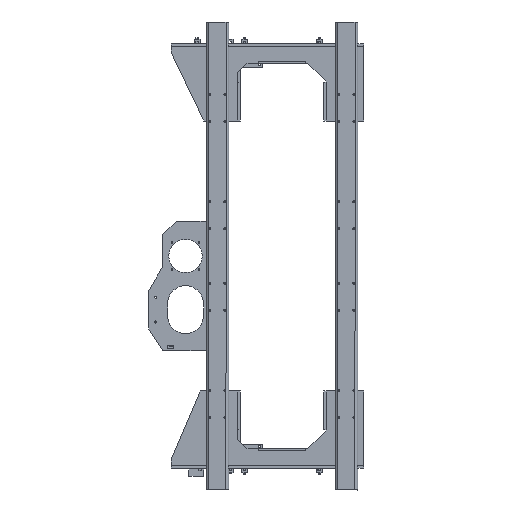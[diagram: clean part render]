
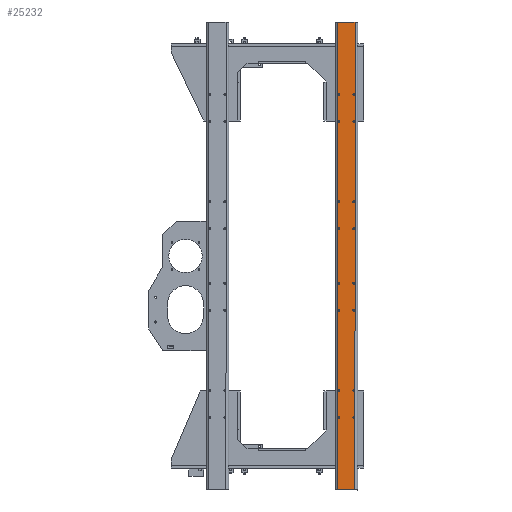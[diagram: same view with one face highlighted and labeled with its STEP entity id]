
A CAD part, left-side view. The second image highlights one B-rep face of the part: STEP entity #25232.
In plain terms, the highlighted face is planar.
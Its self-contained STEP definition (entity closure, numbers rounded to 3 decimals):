
#599=LINE('',#35641,#3726);
#612=LINE('',#35680,#3739);
#613=LINE('',#35682,#3740);
#614=LINE('',#35683,#3741);
#3726=VECTOR('',#29059,10.);
#3739=VECTOR('',#29098,10.);
#3740=VECTOR('',#29101,10.);
#3741=VECTOR('',#29102,10.);
#6668=PLANE('',#26846);
#7838=FACE_BOUND('',#10005,.T.);
#7839=FACE_BOUND('',#10006,.T.);
#7840=FACE_BOUND('',#10007,.T.);
#7841=FACE_BOUND('',#10008,.T.);
#7842=FACE_BOUND('',#10009,.T.);
#7843=FACE_BOUND('',#10010,.T.);
#7844=FACE_BOUND('',#10011,.T.);
#7845=FACE_BOUND('',#10012,.T.);
#7846=FACE_BOUND('',#10013,.T.);
#7847=FACE_BOUND('',#10014,.T.);
#7848=FACE_BOUND('',#10015,.T.);
#7849=FACE_BOUND('',#10016,.T.);
#7850=FACE_BOUND('',#10017,.T.);
#7851=FACE_BOUND('',#10018,.T.);
#7852=FACE_BOUND('',#10019,.T.);
#7853=FACE_BOUND('',#10020,.T.);
#8565=FACE_OUTER_BOUND('',#10004,.T.);
#10004=EDGE_LOOP('',(#18709,#18710,#18711,#18712));
#10005=EDGE_LOOP('',(#18713));
#10006=EDGE_LOOP('',(#18714));
#10007=EDGE_LOOP('',(#18715));
#10008=EDGE_LOOP('',(#18716));
#10009=EDGE_LOOP('',(#18717));
#10010=EDGE_LOOP('',(#18718));
#10011=EDGE_LOOP('',(#18719));
#10012=EDGE_LOOP('',(#18720));
#10013=EDGE_LOOP('',(#18721));
#10014=EDGE_LOOP('',(#18722));
#10015=EDGE_LOOP('',(#18723));
#10016=EDGE_LOOP('',(#18724));
#10017=EDGE_LOOP('',(#18725));
#10018=EDGE_LOOP('',(#18726));
#10019=EDGE_LOOP('',(#18727));
#10020=EDGE_LOOP('',(#18728));
#11773=CIRCLE('',#26769,3.35);
#11775=CIRCLE('',#26772,3.35);
#11777=CIRCLE('',#26775,3.35);
#11779=CIRCLE('',#26778,3.35);
#11781=CIRCLE('',#26781,3.35);
#11783=CIRCLE('',#26784,3.35);
#11785=CIRCLE('',#26787,3.35);
#11787=CIRCLE('',#26790,3.35);
#11789=CIRCLE('',#26793,3.35);
#11791=CIRCLE('',#26796,3.35);
#11793=CIRCLE('',#26799,3.35);
#11795=CIRCLE('',#26802,3.35);
#11797=CIRCLE('',#26805,3.35);
#11799=CIRCLE('',#26808,3.35);
#11801=CIRCLE('',#26811,3.35);
#11803=CIRCLE('',#26814,3.35);
#12297=VERTEX_POINT('',#35511);
#12299=VERTEX_POINT('',#35516);
#12301=VERTEX_POINT('',#35521);
#12303=VERTEX_POINT('',#35526);
#12305=VERTEX_POINT('',#35531);
#12307=VERTEX_POINT('',#35536);
#12309=VERTEX_POINT('',#35541);
#12311=VERTEX_POINT('',#35546);
#12313=VERTEX_POINT('',#35551);
#12315=VERTEX_POINT('',#35556);
#12317=VERTEX_POINT('',#35561);
#12319=VERTEX_POINT('',#35566);
#12321=VERTEX_POINT('',#35571);
#12323=VERTEX_POINT('',#35576);
#12325=VERTEX_POINT('',#35581);
#12327=VERTEX_POINT('',#35586);
#12344=VERTEX_POINT('',#35637);
#12346=VERTEX_POINT('',#35640);
#12358=VERTEX_POINT('',#35676);
#12359=VERTEX_POINT('',#35678);
#14807=EDGE_CURVE('',#12297,#12297,#11773,.T.);
#14809=EDGE_CURVE('',#12299,#12299,#11775,.T.);
#14811=EDGE_CURVE('',#12301,#12301,#11777,.T.);
#14813=EDGE_CURVE('',#12303,#12303,#11779,.T.);
#14815=EDGE_CURVE('',#12305,#12305,#11781,.T.);
#14817=EDGE_CURVE('',#12307,#12307,#11783,.T.);
#14819=EDGE_CURVE('',#12309,#12309,#11785,.T.);
#14821=EDGE_CURVE('',#12311,#12311,#11787,.T.);
#14823=EDGE_CURVE('',#12313,#12313,#11789,.T.);
#14825=EDGE_CURVE('',#12315,#12315,#11791,.T.);
#14827=EDGE_CURVE('',#12317,#12317,#11793,.T.);
#14829=EDGE_CURVE('',#12319,#12319,#11795,.T.);
#14831=EDGE_CURVE('',#12321,#12321,#11797,.T.);
#14833=EDGE_CURVE('',#12323,#12323,#11799,.T.);
#14835=EDGE_CURVE('',#12325,#12325,#11801,.T.);
#14837=EDGE_CURVE('',#12327,#12327,#11803,.T.);
#14863=EDGE_CURVE('',#12344,#12346,#599,.T.);
#14883=EDGE_CURVE('',#12358,#12359,#612,.T.);
#14884=EDGE_CURVE('',#12358,#12344,#613,.T.);
#14885=EDGE_CURVE('',#12346,#12359,#614,.T.);
#18709=ORIENTED_EDGE('',*,*,#14884,.F.);
#18710=ORIENTED_EDGE('',*,*,#14883,.T.);
#18711=ORIENTED_EDGE('',*,*,#14885,.F.);
#18712=ORIENTED_EDGE('',*,*,#14863,.F.);
#18713=ORIENTED_EDGE('',*,*,#14807,.T.);
#18714=ORIENTED_EDGE('',*,*,#14809,.T.);
#18715=ORIENTED_EDGE('',*,*,#14811,.T.);
#18716=ORIENTED_EDGE('',*,*,#14813,.T.);
#18717=ORIENTED_EDGE('',*,*,#14815,.T.);
#18718=ORIENTED_EDGE('',*,*,#14817,.T.);
#18719=ORIENTED_EDGE('',*,*,#14819,.T.);
#18720=ORIENTED_EDGE('',*,*,#14821,.T.);
#18721=ORIENTED_EDGE('',*,*,#14823,.T.);
#18722=ORIENTED_EDGE('',*,*,#14825,.T.);
#18723=ORIENTED_EDGE('',*,*,#14827,.T.);
#18724=ORIENTED_EDGE('',*,*,#14829,.T.);
#18725=ORIENTED_EDGE('',*,*,#14831,.T.);
#18726=ORIENTED_EDGE('',*,*,#14833,.T.);
#18727=ORIENTED_EDGE('',*,*,#14835,.T.);
#18728=ORIENTED_EDGE('',*,*,#14837,.T.);
#25232=ADVANCED_FACE('',(#8565,#7838,#7839,#7840,#7841,#7842,#7843,#7844,
#7845,#7846,#7847,#7848,#7849,#7850,#7851,#7852,#7853),#6668,.T.);
#26769=AXIS2_PLACEMENT_3D('',#35512,#28915,#28916);
#26772=AXIS2_PLACEMENT_3D('',#35517,#28921,#28922);
#26775=AXIS2_PLACEMENT_3D('',#35522,#28927,#28928);
#26778=AXIS2_PLACEMENT_3D('',#35527,#28933,#28934);
#26781=AXIS2_PLACEMENT_3D('',#35532,#28939,#28940);
#26784=AXIS2_PLACEMENT_3D('',#35537,#28945,#28946);
#26787=AXIS2_PLACEMENT_3D('',#35542,#28951,#28952);
#26790=AXIS2_PLACEMENT_3D('',#35547,#28957,#28958);
#26793=AXIS2_PLACEMENT_3D('',#35552,#28963,#28964);
#26796=AXIS2_PLACEMENT_3D('',#35557,#28969,#28970);
#26799=AXIS2_PLACEMENT_3D('',#35562,#28975,#28976);
#26802=AXIS2_PLACEMENT_3D('',#35567,#28981,#28982);
#26805=AXIS2_PLACEMENT_3D('',#35572,#28987,#28988);
#26808=AXIS2_PLACEMENT_3D('',#35577,#28993,#28994);
#26811=AXIS2_PLACEMENT_3D('',#35582,#28999,#29000);
#26814=AXIS2_PLACEMENT_3D('',#35587,#29005,#29006);
#26846=AXIS2_PLACEMENT_3D('',#35681,#29099,#29100);
#28915=DIRECTION('center_axis',(0.,-1.,0.));
#28916=DIRECTION('ref_axis',(-1.,0.,0.));
#28921=DIRECTION('center_axis',(0.,-1.,0.));
#28922=DIRECTION('ref_axis',(-1.,0.,0.));
#28927=DIRECTION('center_axis',(0.,-1.,0.));
#28928=DIRECTION('ref_axis',(-1.,0.,0.));
#28933=DIRECTION('center_axis',(0.,-1.,0.));
#28934=DIRECTION('ref_axis',(-1.,0.,0.));
#28939=DIRECTION('center_axis',(0.,-1.,0.));
#28940=DIRECTION('ref_axis',(-1.,0.,0.));
#28945=DIRECTION('center_axis',(0.,-1.,0.));
#28946=DIRECTION('ref_axis',(-1.,0.,0.));
#28951=DIRECTION('center_axis',(0.,-1.,0.));
#28952=DIRECTION('ref_axis',(-1.,0.,0.));
#28957=DIRECTION('center_axis',(0.,-1.,0.));
#28958=DIRECTION('ref_axis',(-1.,0.,0.));
#28963=DIRECTION('center_axis',(0.,-1.,0.));
#28964=DIRECTION('ref_axis',(1.,0.,0.));
#28969=DIRECTION('center_axis',(0.,-1.,0.));
#28970=DIRECTION('ref_axis',(1.,0.,0.));
#28975=DIRECTION('center_axis',(0.,-1.,0.));
#28976=DIRECTION('ref_axis',(1.,0.,0.));
#28981=DIRECTION('center_axis',(0.,-1.,0.));
#28982=DIRECTION('ref_axis',(1.,0.,0.));
#28987=DIRECTION('center_axis',(0.,-1.,0.));
#28988=DIRECTION('ref_axis',(1.,0.,0.));
#28993=DIRECTION('center_axis',(0.,-1.,0.));
#28994=DIRECTION('ref_axis',(1.,0.,0.));
#28999=DIRECTION('center_axis',(0.,-1.,0.));
#29000=DIRECTION('ref_axis',(1.,0.,0.));
#29005=DIRECTION('center_axis',(0.,-1.,0.));
#29006=DIRECTION('ref_axis',(1.,0.,0.));
#29059=DIRECTION('',(-1.,0.,0.));
#29098=DIRECTION('',(-1.,0.,0.));
#29099=DIRECTION('center_axis',(0.,1.,0.));
#29100=DIRECTION('ref_axis',(0.,0.,-1.));
#29101=DIRECTION('',(0.,0.,1.));
#29102=DIRECTION('',(0.,0.,-1.));
#35511=CARTESIAN_POINT('',(-334.85,9.,-53.5));
#35512=CARTESIAN_POINT('Origin',(-331.5,9.,-53.5));
#35516=CARTESIAN_POINT('',(-692.35,9.,-53.5));
#35517=CARTESIAN_POINT('Origin',(-689.,9.,-53.5));
#35521=CARTESIAN_POINT('',(-244.85,9.,-53.5));
#35522=CARTESIAN_POINT('Origin',(-241.5,9.,-53.5));
#35526=CARTESIAN_POINT('',(-602.35,9.,-53.5));
#35527=CARTESIAN_POINT('Origin',(-599.,9.,-53.5));
#35531=CARTESIAN_POINT('',(-334.85,9.,-3.5));
#35532=CARTESIAN_POINT('Origin',(-331.5,9.,-3.5));
#35536=CARTESIAN_POINT('',(-692.35,9.,-3.5));
#35537=CARTESIAN_POINT('Origin',(-689.,9.,-3.5));
#35541=CARTESIAN_POINT('',(-244.85,9.,-3.5));
#35542=CARTESIAN_POINT('Origin',(-241.5,9.,-3.5));
#35546=CARTESIAN_POINT('',(-602.35,9.,-3.5));
#35547=CARTESIAN_POINT('Origin',(-599.,9.,-3.5));
#35551=CARTESIAN_POINT('',(-1225.15,9.,-53.5));
#35552=CARTESIAN_POINT('Origin',(-1228.5,9.,-53.5));
#35556=CARTESIAN_POINT('',(-867.65,9.,-53.5));
#35557=CARTESIAN_POINT('Origin',(-871.,9.,-53.5));
#35561=CARTESIAN_POINT('',(-1315.15,9.,-53.5));
#35562=CARTESIAN_POINT('Origin',(-1318.5,9.,-53.5));
#35566=CARTESIAN_POINT('',(-957.65,9.,-53.5));
#35567=CARTESIAN_POINT('Origin',(-961.,9.,-53.5));
#35571=CARTESIAN_POINT('',(-1225.15,9.,-3.5));
#35572=CARTESIAN_POINT('Origin',(-1228.5,9.,-3.5));
#35576=CARTESIAN_POINT('',(-867.65,9.,-3.5));
#35577=CARTESIAN_POINT('Origin',(-871.,9.,-3.5));
#35581=CARTESIAN_POINT('',(-1315.15,9.,-3.5));
#35582=CARTESIAN_POINT('Origin',(-1318.5,9.,-3.5));
#35586=CARTESIAN_POINT('',(-957.65,9.,-3.5));
#35587=CARTESIAN_POINT('Origin',(-961.,9.,-3.5));
#35637=CARTESIAN_POINT('',(0.,9.,0.));
#35640=CARTESIAN_POINT('',(-1560.,9.,0.));
#35641=CARTESIAN_POINT('',(0.,9.,0.));
#35676=CARTESIAN_POINT('',(0.,9.,-57.));
#35678=CARTESIAN_POINT('',(-1560.,9.,-57.));
#35680=CARTESIAN_POINT('',(0.,9.,-57.));
#35681=CARTESIAN_POINT('Origin',(0.,9.,0.));
#35682=CARTESIAN_POINT('',(0.,9.,-57.));
#35683=CARTESIAN_POINT('',(-1560.,9.,-57.));
